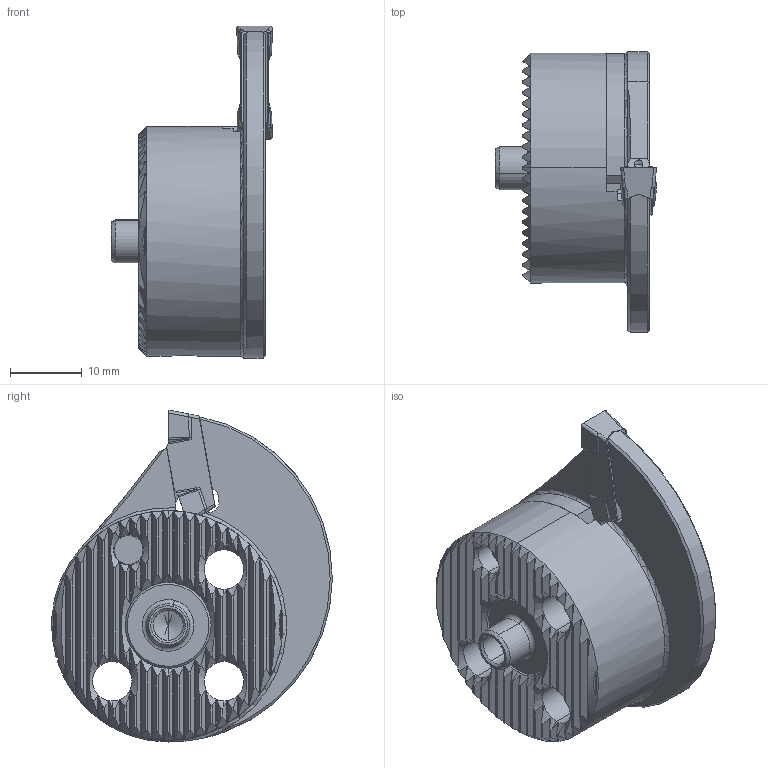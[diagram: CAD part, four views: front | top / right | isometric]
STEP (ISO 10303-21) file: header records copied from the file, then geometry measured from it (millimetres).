
FILE_DESCRIPTION (( 'STEP AP214' ), '1' );
FILE_NAME ('WK2.TFC.LRE.014.STEP', '2024-03-05T06:07:25', ( '' ), ( '' ), 'SwSTEP 2.0', 'SolidWorks 2022', '' );
FILE_SCHEMA (( 'AUTOMOTIVE_DESIGN' ));
Length unit declared in the file: millimetre
Products named in the file (10): TFC-LRE.ER2.030_A; WK2-TFC.LRE.014_A; DIN 3771 - 2x1; DIN 6325_ø4x10_2x6; KVT_MB_600_040; TFC-LRE.ER2.030; WK2.TFC.LRE.014; GX16-3E5.00N0.40-M40; WK2-ER1.001.012_C_Fertigbearbeitung; TFC-ER2.008.014_A
Assembly tree (9 placements, depth 3):
  WK2.TFC.LRE.014
    WK2-TFC.LRE.014_A
    TFC-ER2.008.014_A
    DIN 3771 - 2x1
    KVT_MB_600_040
    WK2-ER1.001.012_C_Fertigbearbeitung
    TFC-LRE.ER2.030
      TFC-LRE.ER2.030_A
      DIN 6325_ø4x10_2x6
    GX16-3E5.00N0.40-M40
Bounding box: 22.45 x 39.1 x 46.25 mm (x, y, z)
Volume: 11999.4 mm3; surface area: 8648 mm2
Topology: 9 solids, 9 shells, 530 faces, 1440 edges, 915 vertices
Faces by surface type: plane 208, cylinder 193, cone 80, torus 22, bspline 21, sphere 6
Entity records: 20655 total; most frequent: CARTESIAN_POINT 7715, ORIENTED_EDGE 2842, DIRECTION 2310, EDGE_CURVE 1421, VERTEX_POINT 912, AXIS2_PLACEMENT_3D 879, EDGE_LOOP 553, LINE 552
